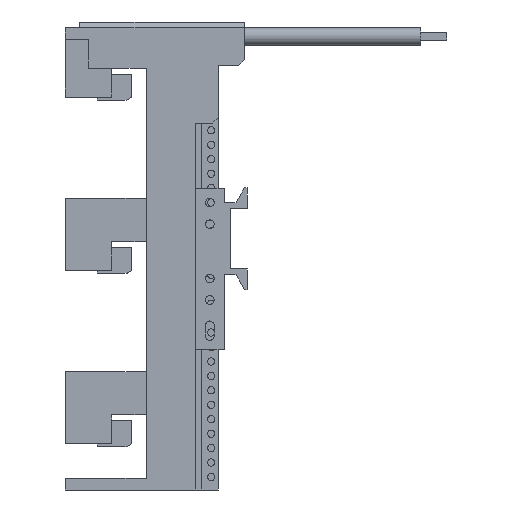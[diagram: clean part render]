
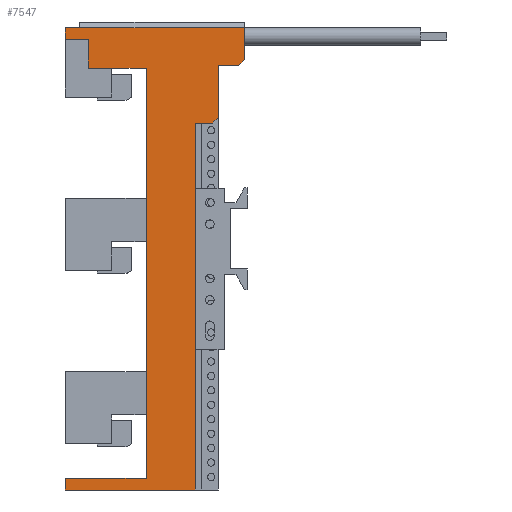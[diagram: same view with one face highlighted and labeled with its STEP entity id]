
A CAD part, left-side view. The second image highlights one B-rep face of the part: STEP entity #7547.
In plain terms, the highlighted face is planar.
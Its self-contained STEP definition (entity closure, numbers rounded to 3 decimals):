
#1119=ORIENTED_EDGE('',*,*,#2212,.T.);
#1120=ORIENTED_EDGE('',*,*,#2213,.T.);
#1121=ORIENTED_EDGE('',*,*,#2214,.T.);
#1122=ORIENTED_EDGE('',*,*,#2215,.T.);
#1123=ORIENTED_EDGE('',*,*,#2216,.T.);
#1124=ORIENTED_EDGE('',*,*,#2217,.T.);
#1125=ORIENTED_EDGE('',*,*,#2218,.T.);
#1126=ORIENTED_EDGE('',*,*,#2219,.T.);
#1127=ORIENTED_EDGE('',*,*,#2220,.T.);
#1128=ORIENTED_EDGE('',*,*,#2107,.T.);
#1129=ORIENTED_EDGE('',*,*,#2221,.T.);
#1130=ORIENTED_EDGE('',*,*,#2222,.T.);
#1131=ORIENTED_EDGE('',*,*,#2223,.T.);
#1132=ORIENTED_EDGE('',*,*,#2084,.T.);
#1133=ORIENTED_EDGE('',*,*,#2224,.T.);
#1134=ORIENTED_EDGE('',*,*,#2225,.T.);
#1135=ORIENTED_EDGE('',*,*,#2226,.T.);
#2084=EDGE_CURVE('',#2692,#2691,#3166,.T.);
#2107=EDGE_CURVE('',#2713,#2712,#3189,.T.);
#2212=EDGE_CURVE('',#2811,#2812,#3218,.T.);
#2213=EDGE_CURVE('',#2812,#2813,#3219,.T.);
#2214=EDGE_CURVE('',#2813,#2814,#3220,.T.);
#2215=EDGE_CURVE('',#2814,#2815,#3221,.T.);
#2216=EDGE_CURVE('',#2815,#2816,#3222,.T.);
#2217=EDGE_CURVE('',#2816,#2817,#3223,.T.);
#2218=EDGE_CURVE('',#2817,#2818,#3224,.T.);
#2219=EDGE_CURVE('',#2818,#2819,#3225,.T.);
#2220=EDGE_CURVE('',#2819,#2713,#3226,.T.);
#2221=EDGE_CURVE('',#2712,#2820,#3227,.T.);
#2222=EDGE_CURVE('',#2820,#2821,#3228,.T.);
#2223=EDGE_CURVE('',#2821,#2692,#3229,.T.);
#2224=EDGE_CURVE('',#2691,#2822,#3230,.T.);
#2225=EDGE_CURVE('',#2822,#2823,#3231,.T.);
#2226=EDGE_CURVE('',#2823,#2811,#3232,.T.);
#2691=VERTEX_POINT('',#10868);
#2692=VERTEX_POINT('',#10870);
#2712=VERTEX_POINT('',#10915);
#2713=VERTEX_POINT('',#10917);
#2811=VERTEX_POINT('',#11125);
#2812=VERTEX_POINT('',#11126);
#2813=VERTEX_POINT('',#11128);
#2814=VERTEX_POINT('',#11130);
#2815=VERTEX_POINT('',#11132);
#2816=VERTEX_POINT('',#11134);
#2817=VERTEX_POINT('',#11136);
#2818=VERTEX_POINT('',#11138);
#2819=VERTEX_POINT('',#11140);
#2820=VERTEX_POINT('',#11143);
#2821=VERTEX_POINT('',#11145);
#2822=VERTEX_POINT('',#11148);
#2823=VERTEX_POINT('',#11150);
#3166=LINE('',#10869,#3535);
#3189=LINE('',#10916,#3558);
#3218=LINE('',#11124,#3587);
#3219=LINE('',#11127,#3588);
#3220=LINE('',#11129,#3589);
#3221=LINE('',#11131,#3590);
#3222=LINE('',#11133,#3591);
#3223=LINE('',#11135,#3592);
#3224=LINE('',#11137,#3593);
#3225=LINE('',#11139,#3594);
#3226=LINE('',#11141,#3595);
#3227=LINE('',#11142,#3596);
#3228=LINE('',#11144,#3597);
#3229=LINE('',#11146,#3598);
#3230=LINE('',#11147,#3599);
#3231=LINE('',#11149,#3600);
#3232=LINE('',#11151,#3601);
#3535=VECTOR('',#9110,1000.);
#3558=VECTOR('',#9139,1000.);
#3587=VECTOR('',#9330,1000.);
#3588=VECTOR('',#9331,1000.);
#3589=VECTOR('',#9332,1000.);
#3590=VECTOR('',#9333,1000.);
#3591=VECTOR('',#9334,1000.);
#3592=VECTOR('',#9335,1000.);
#3593=VECTOR('',#9336,1000.);
#3594=VECTOR('',#9337,1000.);
#3595=VECTOR('',#9338,1000.);
#3596=VECTOR('',#9339,1000.);
#3597=VECTOR('',#9340,1000.);
#3598=VECTOR('',#9341,1000.);
#3599=VECTOR('',#9342,1000.);
#3600=VECTOR('',#9343,1000.);
#3601=VECTOR('',#9344,1000.);
#4049=EDGE_LOOP('',(#1119,#1120,#1121,#1122,#1123,#1124,#1125,#1126,#1127,
#1128,#1129,#1130,#1131,#1132,#1133,#1134,#1135));
#4721=FACE_BOUND('',#4049,.T.);
#5178=PLANE('',#8144);
#7547=ADVANCED_FACE('',(#4721),#5178,.T.);
#8144=AXIS2_PLACEMENT_3D('',#11123,#9328,#9329);
#9110=DIRECTION('',(0.,1.,0.));
#9139=DIRECTION('',(1.,0.,0.));
#9328=DIRECTION('',(0.,0.,1.));
#9329=DIRECTION('',(1.,0.,0.));
#9330=DIRECTION('',(-1.,0.,0.));
#9331=DIRECTION('',(-1.,0.,0.));
#9332=DIRECTION('',(0.,-1.,0.));
#9333=DIRECTION('',(1.,0.,0.));
#9334=DIRECTION('',(0.,-1.,0.));
#9335=DIRECTION('',(1.,0.,0.));
#9336=DIRECTION('',(0.,-1.,0.));
#9337=DIRECTION('',(-1.,0.,0.));
#9338=DIRECTION('',(0.,-1.,0.));
#9339=DIRECTION('',(0.,1.,0.));
#9340=DIRECTION('',(1.,0.,0.));
#9341=DIRECTION('',(0.707,0.707,0.));
#9342=DIRECTION('',(1.,0.,0.));
#9343=DIRECTION('',(0.707,0.707,0.));
#9344=DIRECTION('',(0.,1.,0.));
#10868=CARTESIAN_POINT('',(0.,147.,22.5));
#10869=CARTESIAN_POINT('',(0.,0.,22.5));
#10870=CARTESIAN_POINT('',(0.,129.,22.5));
#10915=CARTESIAN_POINT('',(-8.,0.,22.5));
#10916=CARTESIAN_POINT('',(-53.,0.,22.5));
#10917=CARTESIAN_POINT('',(-53.,0.,22.5));
#11123=CARTESIAN_POINT('',(0.,0.,22.5));
#11124=CARTESIAN_POINT('',(0.,160.,22.5));
#11125=CARTESIAN_POINT('',(9.,160.,22.5));
#11126=CARTESIAN_POINT('',(-48.,160.,22.5));
#11127=CARTESIAN_POINT('',(0.,160.,22.5));
#11128=CARTESIAN_POINT('',(-53.,160.,22.5));
#11129=CARTESIAN_POINT('',(-53.,160.,22.5));
#11130=CARTESIAN_POINT('',(-53.,156.,22.5));
#11131=CARTESIAN_POINT('',(-53.,156.,22.5));
#11132=CARTESIAN_POINT('',(-45.,156.,22.5));
#11133=CARTESIAN_POINT('',(-45.,156.,22.5));
#11134=CARTESIAN_POINT('',(-45.,146.,22.5));
#11135=CARTESIAN_POINT('',(-45.,146.,22.5));
#11136=CARTESIAN_POINT('',(-25.,146.,22.5));
#11137=CARTESIAN_POINT('',(-25.,146.,22.5));
#11138=CARTESIAN_POINT('',(-25.,4.,22.5));
#11139=CARTESIAN_POINT('',(-25.,4.,22.5));
#11140=CARTESIAN_POINT('',(-53.,4.,22.5));
#11141=CARTESIAN_POINT('',(-53.,4.,22.5));
#11142=CARTESIAN_POINT('',(-8.,0.,22.5));
#11143=CARTESIAN_POINT('',(-8.,127.,22.5));
#11144=CARTESIAN_POINT('',(0.,127.,22.5));
#11145=CARTESIAN_POINT('',(-2.,127.,22.5));
#11146=CARTESIAN_POINT('',(-64.5,64.5,22.5));
#11147=CARTESIAN_POINT('',(-8.,147.,22.5));
#11148=CARTESIAN_POINT('',(7.,147.,22.5));
#11149=CARTESIAN_POINT('',(7.,147.,22.5));
#11150=CARTESIAN_POINT('',(9.,149.,22.5));
#11151=CARTESIAN_POINT('',(9.,149.,22.5));
